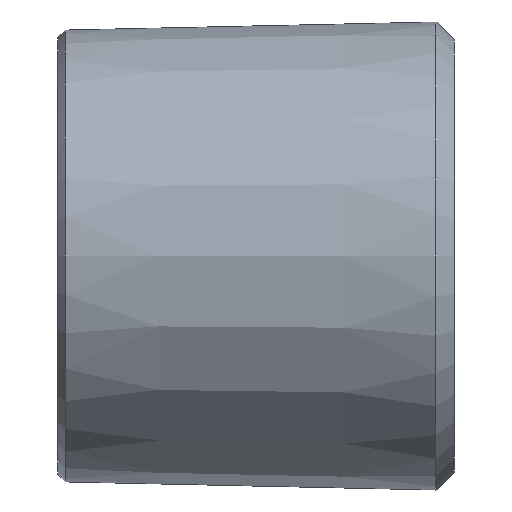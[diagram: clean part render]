
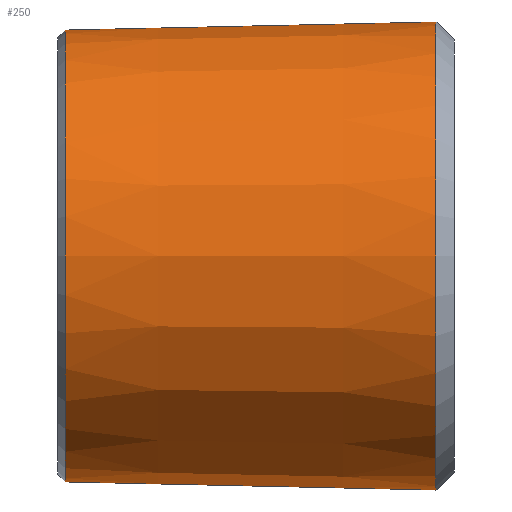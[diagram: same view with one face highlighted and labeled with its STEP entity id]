
A CAD part, left-side view. The second image highlights one B-rep face of the part: STEP entity #250.
In plain terms, the highlighted conical face has half-angle 1.25 degrees and reference radius 37 mm.
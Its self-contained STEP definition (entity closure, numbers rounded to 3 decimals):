
#176=CARTESIAN_POINT('',(37.027,63.75,-0.));
#177=VERTEX_POINT('',#176);
#187=CARTESIAN_POINT('',(-0.,63.75,-37.027));
#188=VERTEX_POINT('',#187);
#189=CARTESIAN_POINT('',(0.,63.75,-0.));
#190=DIRECTION('',(-0.,1.,0.));
#191=DIRECTION('',(0.,0.,-1.));
#192=AXIS2_PLACEMENT_3D('',#189,#190,#191);
#193=CIRCLE('',#192,37.027);
#194=EDGE_CURVE('',#177,#188,#193,.T.);
#196=CARTESIAN_POINT('',(-37.027,63.75,0.));
#197=VERTEX_POINT('',#196);
#198=CARTESIAN_POINT('',(0.,63.75,-0.));
#199=DIRECTION('',(-0.,1.,0.));
#200=DIRECTION('',(0.,0.,-1.));
#201=AXIS2_PLACEMENT_3D('',#198,#199,#200);
#202=CIRCLE('',#201,37.027);
#203=EDGE_CURVE('',#188,#197,#202,.T.);
#205=CARTESIAN_POINT('',(0.,63.75,-0.));
#206=DIRECTION('',(-0.,1.,0.));
#207=DIRECTION('',(0.,0.,-1.));
#208=AXIS2_PLACEMENT_3D('',#205,#206,#207);
#209=CIRCLE('',#208,37.027);
#210=EDGE_CURVE('',#197,#177,#209,.T.);
#215=CARTESIAN_POINT('',(0.,65.,0.));
#216=DIRECTION('',(0.,-1.,0.));
#217=DIRECTION('',(-1.,0.,0.));
#218=AXIS2_PLACEMENT_3D('',#215,#216,#217);
#219=CONICAL_SURFACE('',#218,37.,1.25);
#220=CARTESIAN_POINT('',(-38.353,2.999,-0.));
#221=VERTEX_POINT('',#220);
#222=CARTESIAN_POINT('',(-38.353,2.999,0.));
#223=DIRECTION('',(0.022,1.,-0.));
#224=VECTOR('',#223,60.765);
#225=LINE('',#222,#224);
#226=EDGE_CURVE('',#221,#197,#225,.T.);
#227=ORIENTED_EDGE('',*,*,#226,.T.);
#228=ORIENTED_EDGE('',*,*,#203,.F.);
#229=ORIENTED_EDGE('',*,*,#194,.F.);
#230=ORIENTED_EDGE('',*,*,#210,.F.);
#231=ORIENTED_EDGE('',*,*,#226,.F.);
#232=CARTESIAN_POINT('',(-0.,2.999,38.353));
#233=VERTEX_POINT('',#232);
#234=CARTESIAN_POINT('',(0.,2.999,-0.));
#235=DIRECTION('',(-0.,-1.,0.));
#236=DIRECTION('',(0.,0.,1.));
#237=AXIS2_PLACEMENT_3D('',#234,#235,#236);
#238=CIRCLE('',#237,38.353);
#239=EDGE_CURVE('',#233,#221,#238,.T.);
#240=ORIENTED_EDGE('',*,*,#239,.F.);
#241=CARTESIAN_POINT('',(0.,2.999,-0.));
#242=DIRECTION('',(-0.,-1.,0.));
#243=DIRECTION('',(0.,0.,1.));
#244=AXIS2_PLACEMENT_3D('',#241,#242,#243);
#245=CIRCLE('',#244,38.353);
#246=EDGE_CURVE('',#221,#233,#245,.T.);
#247=ORIENTED_EDGE('',*,*,#246,.F.);
#248=EDGE_LOOP('',(#227,#228,#229,#230,#231,#240,#247));
#249=FACE_BOUND('',#248,.T.);
#250=ADVANCED_FACE('',(#249),#219,.T.);
